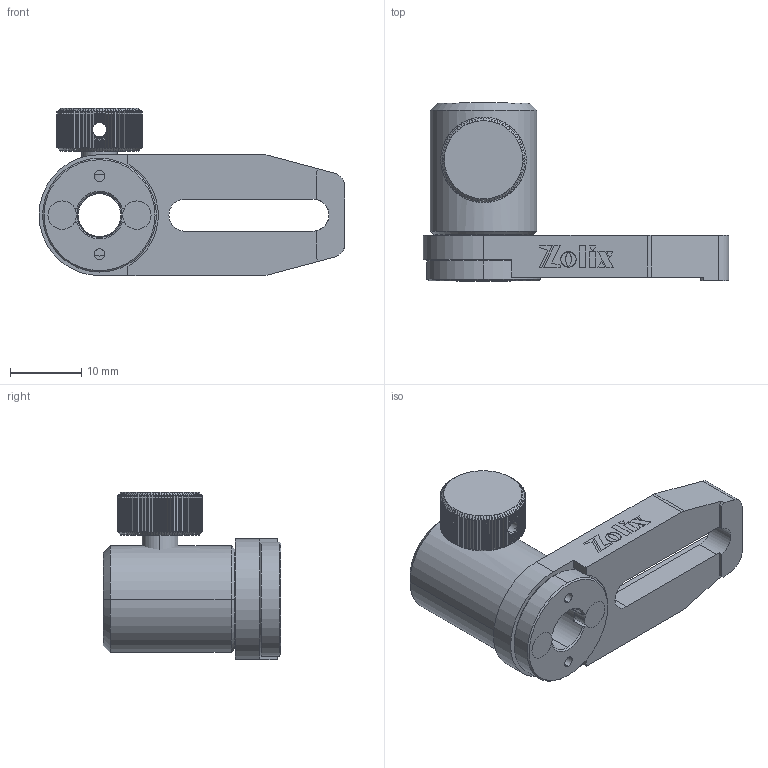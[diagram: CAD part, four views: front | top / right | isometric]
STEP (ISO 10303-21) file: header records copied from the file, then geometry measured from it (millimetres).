
FILE_DESCRIPTION (( 'STEP AP203' ), '1' );
FILE_NAME ('NMPH25.STEP', '2022-07-20T03:00:13', ( '' ), ( '' ), 'SwSTEP 2.0', 'SolidWorks 2021', '' );
FILE_SCHEMA (( 'CONFIG_CONTROL_DESIGN' ));
Length unit declared in the file: millimetre
Products named in the file (1): NMPH25
Bounding box: 43 x 25 x 23.5 mm (x, y, z)
Surface area: 4511 mm2 (no closed solid volume)
Topology: 0 solids, 7 shells, 411 faces, 1428 edges, 1019 vertices
Faces by surface type: plane 266, cylinder 128, cone 17
Entity records: 15928 total; most frequent: CARTESIAN_POINT 4247, ORIENTED_EDGE 2568, DIRECTION 2095, EDGE_CURVE 1428, VERTEX_POINT 1019, VECTOR 729, LINE 729, AXIS2_PLACEMENT_3D 683
